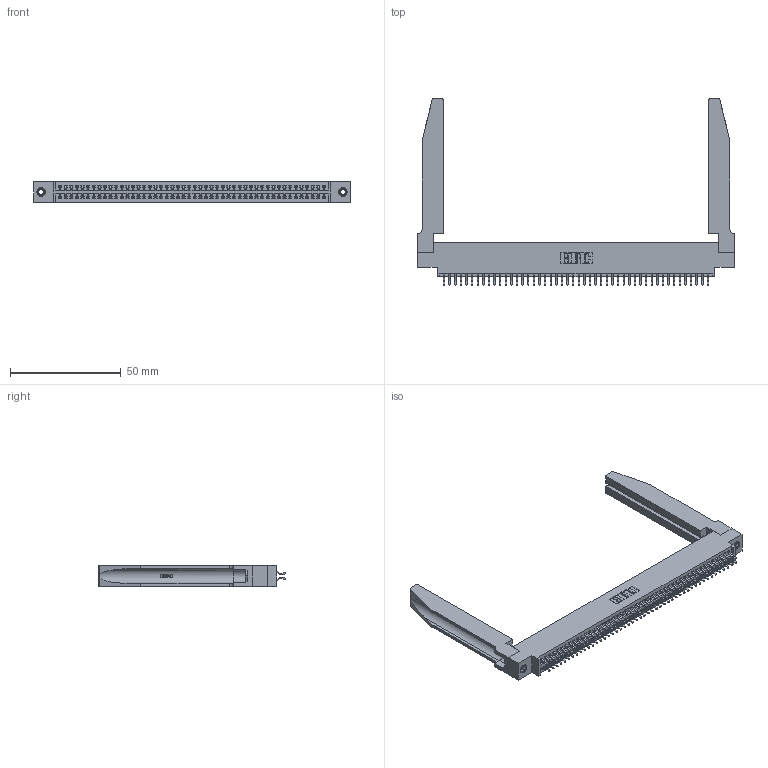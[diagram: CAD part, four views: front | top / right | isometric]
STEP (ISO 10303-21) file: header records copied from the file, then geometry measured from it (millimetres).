
FILE_DESCRIPTION (( 'STEP AP203' ), '1' );
FILE_NAME ('345-096-556-878.STEP', '2019-11-02T09:05:10', ( '' ), ( '' ), 'SwSTEP 2.0', 'SolidWorks 2016', '' );
FILE_SCHEMA (( 'CONFIG_CONTROL_DESIGN' ));
Length unit declared in the file: inch
Products named in the file (5): 345-220-078_345-220-078; 345-250-001_345-250-001-102; 345-292-001_556 Tail; 345-096-556-878; 345 Part_0.170 Offset - 0.156 Dia-TH
Assembly tree (101 placements, depth 2):
  345-096-556-878
    345 Part_0.170 Offset - 0.156 Dia-TH
    345-292-001_556 Tail  x96
    345-250-001_345-250-001-102  x2
    345-220-078_345-220-078  x2
Bounding box: 143.15 x 84.51 x 9.4 mm (x, y, z)
Volume: 21615.1 mm3; surface area: 27478.8 mm2
Topology: 101 solids, 101 shells, 5740 faces, 16993 edges, 11190 vertices
Faces by surface type: plane 3778, cylinder 1910, bspline 36, cone 12, torus 4
Entity records: 41946 total; most frequent: CARTESIAN_POINT 7959, ORIENTED_EDGE 6778, DIRECTION 5991, EDGE_CURVE 3389, VECTOR 2963, LINE 2963, VERTEX_POINT 2252, AXIS2_PLACEMENT_3D 1514
